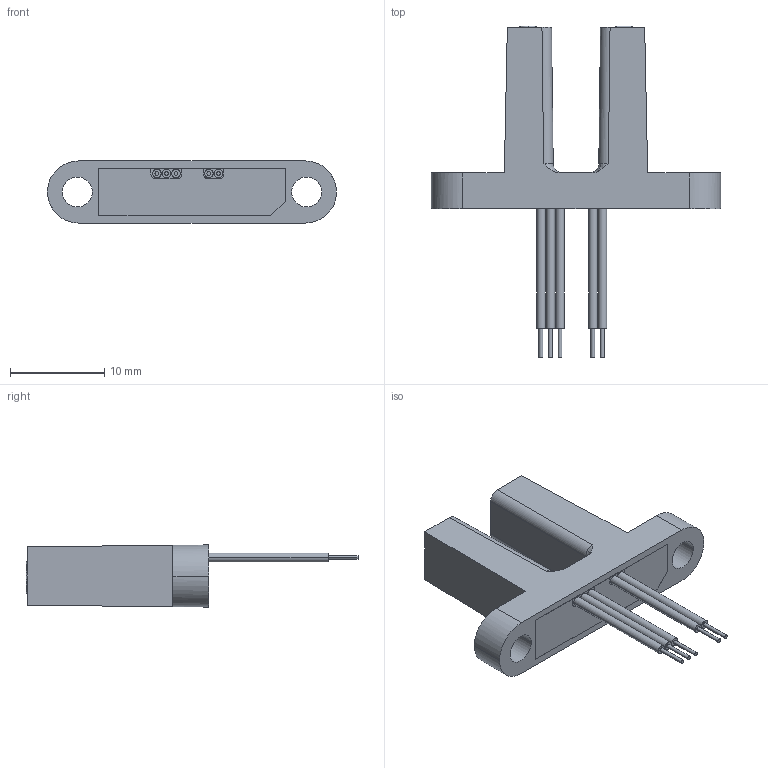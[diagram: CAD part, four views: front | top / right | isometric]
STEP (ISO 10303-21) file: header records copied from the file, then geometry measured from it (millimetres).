
FILE_DESCRIPTION (( 'STEP AP214' ), '1' );
FILE_NAME ('OPB916BOCZ.STEP', '2018-04-03T19:21:40', ( '' ), ( '' ), 'SwSTEP 2.0', 'SolidWorks 2015', '' );
FILE_SCHEMA (( 'AUTOMOTIVE_DESIGN' ));
Length unit declared in the file: inch
Products named in the file (1): OPB916BOCZ
Bounding box: 30.73 x 35.3 x 6.6 mm (x, y, z)
Volume: 1684.5 mm3; surface area: 1559.4 mm2
Topology: 1 solids, 1 shells, 136 faces, 352 edges, 222 vertices
Faces by surface type: cylinder 58, plane 41, bspline 21, sphere 12, torus 4
Entity records: 5548 total; most frequent: CARTESIAN_POINT 1977, ORIENTED_EDGE 680, DIRECTION 631, EDGE_CURVE 340, AXIS2_PLACEMENT_3D 246, VERTEX_POINT 222, EDGE_LOOP 156, LINE 139
